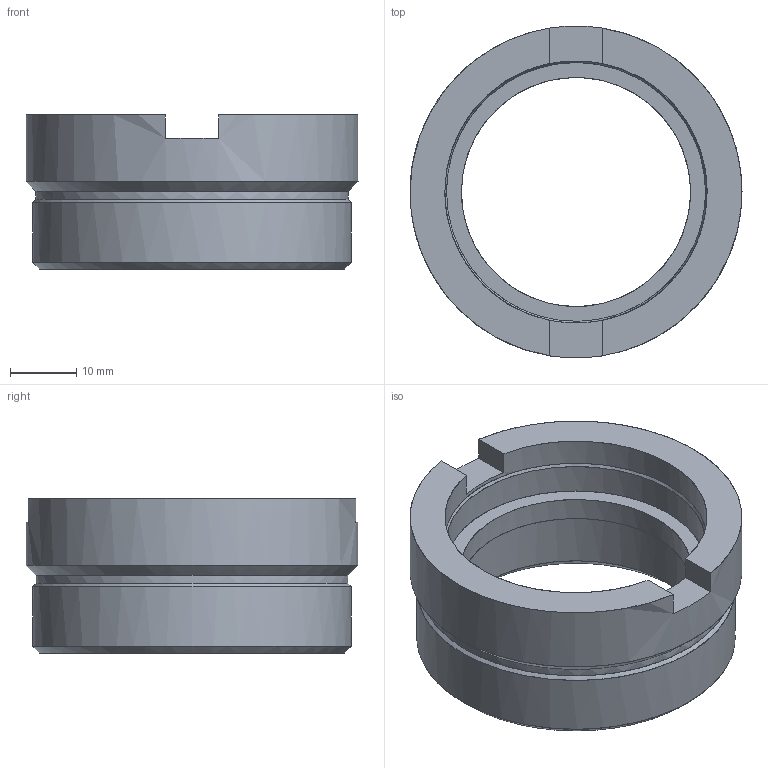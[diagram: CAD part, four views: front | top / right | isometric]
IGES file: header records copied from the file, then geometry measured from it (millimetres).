
Global section: file name: Bague_B6_AE82.igs; native system: NX V11.0; preprocessor: SIEMENS PLM Software NX 11.0; date: 20201006.080455; units: millimetre
Bounding box: 50 x 50 x 23.2 mm (x, y, z)
Surface area: 8128.8 mm2 (no closed solid volume)
Topology: 0 solids, 0 shells, 23 faces, 379 edges, 481 vertices
Faces by surface type: bspline 23
